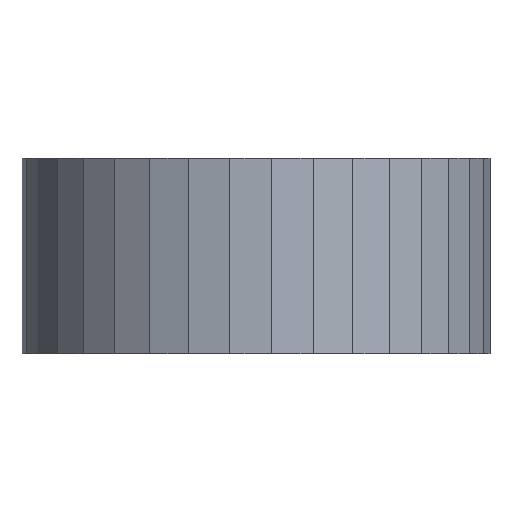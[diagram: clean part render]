
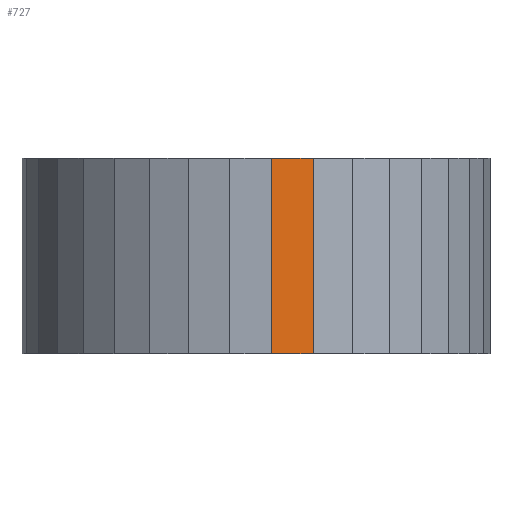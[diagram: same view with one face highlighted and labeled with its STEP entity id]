
A CAD part, front view. The second image highlights one B-rep face of the part: STEP entity #727.
In plain terms, the highlighted planar face has unit normal (0.155, -0.988, 0).
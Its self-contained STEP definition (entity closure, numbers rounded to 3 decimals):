
#21=FACE_OUTER_BOUND('',#58,.T.);
#58=EDGE_LOOP('',(#498,#499,#500,#501));
#107=LINE('',#1029,#212);
#108=LINE('',#1032,#213);
#109=LINE('',#1034,#214);
#110=LINE('',#1035,#215);
#212=VECTOR('',#841,10.);
#213=VECTOR('',#844,10.);
#214=VECTOR('',#845,10.);
#215=VECTOR('',#846,10.);
#311=VERTEX_POINT('',#1025);
#312=VERTEX_POINT('',#1027);
#313=VERTEX_POINT('',#1031);
#314=VERTEX_POINT('',#1033);
#387=EDGE_CURVE('',#311,#312,#107,.T.);
#388=EDGE_CURVE('',#313,#311,#108,.T.);
#389=EDGE_CURVE('',#314,#312,#109,.T.);
#390=EDGE_CURVE('',#313,#314,#110,.T.);
#498=ORIENTED_EDGE('',*,*,#388,.T.);
#499=ORIENTED_EDGE('',*,*,#387,.T.);
#500=ORIENTED_EDGE('',*,*,#389,.F.);
#501=ORIENTED_EDGE('',*,*,#390,.F.);
#690=PLANE('',#778);
#727=ADVANCED_FACE('',(#21),#690,.T.);
#778=AXIS2_PLACEMENT_3D('',#1030,#842,#843);
#841=DIRECTION('',(0.,0.,1.));
#842=DIRECTION('center_axis',(0.155,-0.988,0.));
#843=DIRECTION('ref_axis',(0.988,0.155,0.));
#844=DIRECTION('',(0.988,0.155,0.));
#845=DIRECTION('',(0.988,0.155,0.));
#846=DIRECTION('',(0.,0.,1.));
#1025=CARTESIAN_POINT('',(29.074,-116.142,0.));
#1027=CARTESIAN_POINT('',(29.074,-116.142,100.));
#1029=CARTESIAN_POINT('',(29.074,-116.142,0.));
#1030=CARTESIAN_POINT('Origin',(7.869,-119.467,0.));
#1031=CARTESIAN_POINT('',(7.869,-119.467,0.));
#1032=CARTESIAN_POINT('',(7.869,-119.467,0.));
#1033=CARTESIAN_POINT('',(7.869,-119.467,100.));
#1034=CARTESIAN_POINT('',(7.869,-119.467,100.));
#1035=CARTESIAN_POINT('',(7.869,-119.467,0.));
